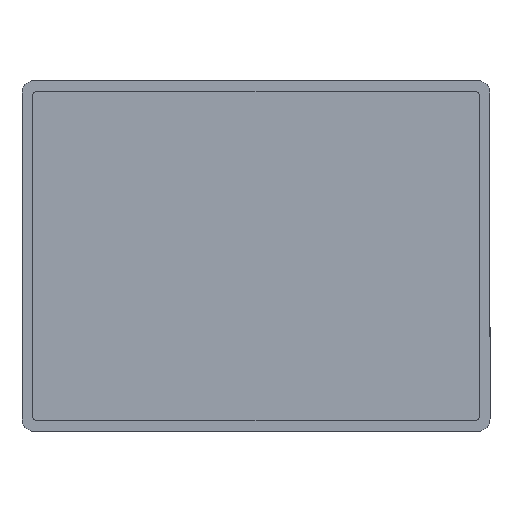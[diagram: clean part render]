
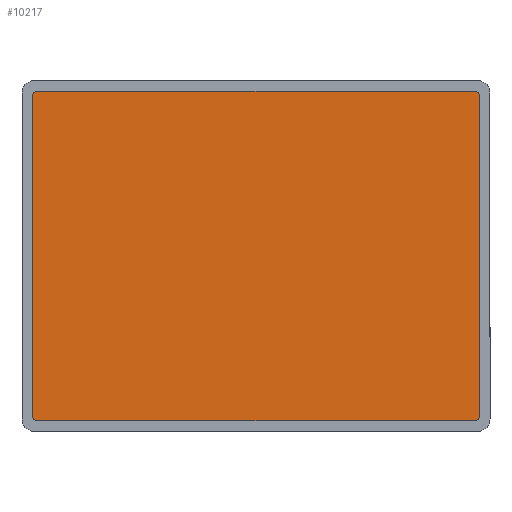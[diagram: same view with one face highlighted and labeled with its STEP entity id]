
A CAD part, front view. The second image highlights one B-rep face of the part: STEP entity #10217.
In plain terms, the highlighted planar face has unit normal (0, -1, 0).
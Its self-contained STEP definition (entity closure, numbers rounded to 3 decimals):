
#481 = DIRECTION ( 'NONE',  ( 0., 0., 1. ) ) ;
#491 = LINE ( 'NONE', #3386, #18915 ) ;
#679 = LINE ( 'NONE', #9835, #1423 ) ;
#962 = DIRECTION ( 'NONE',  ( 0., 0., 1. ) ) ;
#1416 = EDGE_CURVE ( 'NONE', #15314, #19022, #491, .T. ) ;
#1423 = VECTOR ( 'NONE', #17512, 1000. ) ;
#1511 = DIRECTION ( 'NONE',  ( 0., 0., 1. ) ) ;
#1535 = EDGE_CURVE ( 'NONE', #18649, #17076, #679, .T. ) ;
#1952 = AXIS2_PLACEMENT_3D ( 'NONE', #10568, #3008, #1511 ) ;
#2257 = AXIS2_PLACEMENT_3D ( 'NONE', #5960, #12021, #4466 ) ;
#2467 = AXIS2_PLACEMENT_3D ( 'NONE', #9123, #8719, #4349 ) ;
#2606 = VECTOR ( 'NONE', #7074, 1000. ) ;
#2852 = FACE_OUTER_BOUND ( 'NONE', #11831, .T. ) ;
#3008 = DIRECTION ( 'NONE',  ( 0., 1., 0. ) ) ;
#3386 = CARTESIAN_POINT ( 'NONE',  ( -373., 0., -282. ) ) ;
#3863 = LINE ( 'NONE', #15901, #15514 ) ;
#4317 = ORIENTED_EDGE ( 'NONE', *, *, #17885, .F. ) ;
#4349 = DIRECTION ( 'NONE',  ( 0., 0., 1. ) ) ;
#4466 = DIRECTION ( 'NONE',  ( 0., 0., 1. ) ) ;
#4522 = CARTESIAN_POINT ( 'NONE',  ( 382., 0., -273. ) ) ;
#4619 = CARTESIAN_POINT ( 'NONE',  ( 373., 0., 282. ) ) ;
#5351 = EDGE_CURVE ( 'NONE', #19022, #17793, #17213, .T. ) ;
#5735 = CARTESIAN_POINT ( 'NONE',  ( -373., 0., -273. ) ) ;
#5960 = CARTESIAN_POINT ( 'NONE',  ( -373., 0., -273. ) ) ;
#6973 = ORIENTED_EDGE ( 'NONE', *, *, #11287, .F. ) ;
#7074 = DIRECTION ( 'NONE',  ( 1., 0., 0. ) ) ;
#7176 = DIRECTION ( 'NONE',  ( 0., 0., 1. ) ) ;
#7326 = DIRECTION ( 'NONE',  ( 0., 1., 0. ) ) ;
#7455 = CARTESIAN_POINT ( 'NONE',  ( -373., 0., -282. ) ) ;
#7476 = LINE ( 'NONE', #9072, #2606 ) ;
#7478 = CARTESIAN_POINT ( 'NONE',  ( 382., 0., 273. ) ) ;
#7730 = CARTESIAN_POINT ( 'NONE',  ( -373., 0., 282. ) ) ;
#8719 = DIRECTION ( 'NONE',  ( 0., 1., 0. ) ) ;
#8985 = EDGE_CURVE ( 'NONE', #17076, #15314, #16585, .T. ) ;
#9072 = CARTESIAN_POINT ( 'NONE',  ( -373., 0., 282. ) ) ;
#9123 = CARTESIAN_POINT ( 'NONE',  ( -373., 0., 273. ) ) ;
#9442 = EDGE_CURVE ( 'NONE', #17221, #18649, #17548, .T. ) ;
#9454 = EDGE_CURVE ( 'NONE', #10457, #17221, #7476, .T. ) ;
#9835 = CARTESIAN_POINT ( 'NONE',  ( 382., 0., 273. ) ) ;
#10124 = ORIENTED_EDGE ( 'NONE', *, *, #9454, .F. ) ;
#10217 = ADVANCED_FACE ( 'NONE', ( #2852 ), #17996, .F. ) ;
#10457 = VERTEX_POINT ( 'NONE', #7730 ) ;
#10568 = CARTESIAN_POINT ( 'NONE',  ( 373., 0., -273. ) ) ;
#11284 = ORIENTED_EDGE ( 'NONE', *, *, #5351, .F. ) ;
#11287 = EDGE_CURVE ( 'NONE', #17793, #16357, #3863, .T. ) ;
#11831 = EDGE_LOOP ( 'NONE', ( #11284, #13626, #14508, #18526, #17988, #10124, #4317, #6973 ) ) ;
#12021 = DIRECTION ( 'NONE',  ( 0., 1., 0. ) ) ;
#12696 = CARTESIAN_POINT ( 'NONE',  ( -382., 0., 273. ) ) ;
#12950 = CIRCLE ( 'NONE', #2467, 9. ) ;
#13158 = CARTESIAN_POINT ( 'NONE',  ( 373., 0., 273. ) ) ;
#13626 = ORIENTED_EDGE ( 'NONE', *, *, #1416, .F. ) ;
#13636 = AXIS2_PLACEMENT_3D ( 'NONE', #5735, #7326, #962 ) ;
#13743 = AXIS2_PLACEMENT_3D ( 'NONE', #13158, #16444, #7176 ) ;
#14135 = CARTESIAN_POINT ( 'NONE',  ( -382., 0., -273. ) ) ;
#14508 = ORIENTED_EDGE ( 'NONE', *, *, #8985, .F. ) ;
#15314 = VERTEX_POINT ( 'NONE', #18973 ) ;
#15514 = VECTOR ( 'NONE', #481, 1000. ) ;
#15901 = CARTESIAN_POINT ( 'NONE',  ( -382., 0., 273. ) ) ;
#16357 = VERTEX_POINT ( 'NONE', #12696 ) ;
#16444 = DIRECTION ( 'NONE',  ( 0., 1., 0. ) ) ;
#16585 = CIRCLE ( 'NONE', #1952, 9. ) ;
#17076 = VERTEX_POINT ( 'NONE', #4522 ) ;
#17213 = CIRCLE ( 'NONE', #2257, 9. ) ;
#17221 = VERTEX_POINT ( 'NONE', #4619 ) ;
#17512 = DIRECTION ( 'NONE',  ( 0., 0., -1. ) ) ;
#17548 = CIRCLE ( 'NONE', #13743, 9. ) ;
#17793 = VERTEX_POINT ( 'NONE', #14135 ) ;
#17885 = EDGE_CURVE ( 'NONE', #16357, #10457, #12950, .T. ) ;
#17988 = ORIENTED_EDGE ( 'NONE', *, *, #9442, .F. ) ;
#17996 = PLANE ( 'NONE',  #13636 ) ;
#18525 = DIRECTION ( 'NONE',  ( -1., 0., 0. ) ) ;
#18526 = ORIENTED_EDGE ( 'NONE', *, *, #1535, .F. ) ;
#18649 = VERTEX_POINT ( 'NONE', #7478 ) ;
#18915 = VECTOR ( 'NONE', #18525, 1000. ) ;
#18973 = CARTESIAN_POINT ( 'NONE',  ( 373., 0., -282. ) ) ;
#19022 = VERTEX_POINT ( 'NONE', #7455 ) ;
